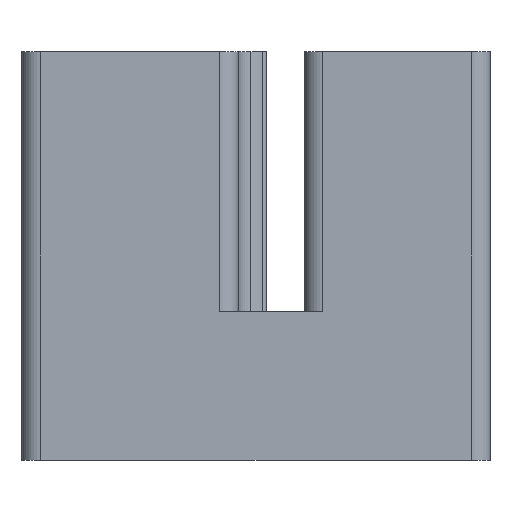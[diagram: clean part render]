
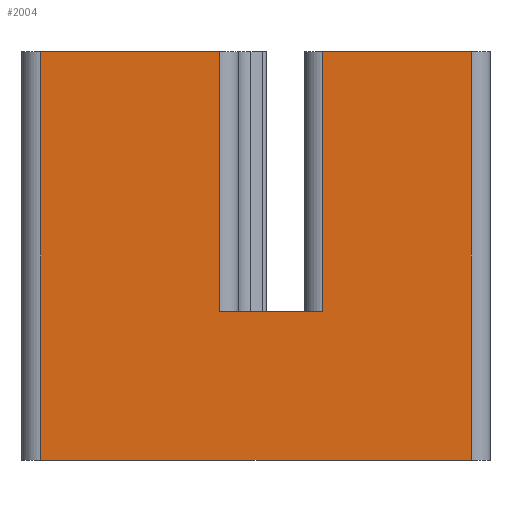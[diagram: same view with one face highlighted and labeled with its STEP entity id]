
A CAD part, front view. The second image highlights one B-rep face of the part: STEP entity #2004.
In plain terms, the highlighted planar face has unit normal (0, -1, 0).
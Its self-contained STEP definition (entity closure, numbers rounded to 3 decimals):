
#23=PLANE('',#2169);
#70=FACE_OUTER_BOUND('',#177,.T.);
#177=EDGE_LOOP('',(#1409,#1410,#1411,#1412,#1413,#1414,#1415,#1416));
#302=LINE('',#3152,#483);
#323=LINE('',#3208,#504);
#324=LINE('',#3211,#505);
#325=LINE('',#3213,#506);
#326=LINE('',#3215,#507);
#327=LINE('',#3217,#508);
#328=LINE('',#3219,#509);
#329=LINE('',#3220,#510);
#483=VECTOR('',#2466,10.);
#504=VECTOR('',#2519,10.);
#505=VECTOR('',#2522,10.);
#506=VECTOR('',#2523,10.);
#507=VECTOR('',#2524,10.);
#508=VECTOR('',#2525,10.);
#509=VECTOR('',#2526,10.);
#510=VECTOR('',#2527,10.);
#830=VERTEX_POINT('',#3149);
#831=VERTEX_POINT('',#3151);
#850=VERTEX_POINT('',#3206);
#851=VERTEX_POINT('',#3210);
#852=VERTEX_POINT('',#3212);
#853=VERTEX_POINT('',#3214);
#854=VERTEX_POINT('',#3216);
#855=VERTEX_POINT('',#3218);
#1044=EDGE_CURVE('',#830,#831,#302,.T.);
#1073=EDGE_CURVE('',#850,#830,#323,.T.);
#1074=EDGE_CURVE('',#850,#851,#324,.T.);
#1075=EDGE_CURVE('',#852,#851,#325,.T.);
#1076=EDGE_CURVE('',#853,#852,#326,.T.);
#1077=EDGE_CURVE('',#854,#853,#327,.T.);
#1078=EDGE_CURVE('',#855,#854,#328,.T.);
#1079=EDGE_CURVE('',#831,#855,#329,.T.);
#1409=ORIENTED_EDGE('',*,*,#1073,.F.);
#1410=ORIENTED_EDGE('',*,*,#1074,.T.);
#1411=ORIENTED_EDGE('',*,*,#1075,.F.);
#1412=ORIENTED_EDGE('',*,*,#1076,.F.);
#1413=ORIENTED_EDGE('',*,*,#1077,.F.);
#1414=ORIENTED_EDGE('',*,*,#1078,.F.);
#1415=ORIENTED_EDGE('',*,*,#1079,.F.);
#1416=ORIENTED_EDGE('',*,*,#1044,.F.);
#2004=ADVANCED_FACE('',(#70),#23,.T.);
#2169=AXIS2_PLACEMENT_3D('',#3209,#2520,#2521);
#2466=DIRECTION('',(1.,0.,0.));
#2519=DIRECTION('',(0.,0.,1.));
#2520=DIRECTION('center_axis',(0.,-1.,0.));
#2521=DIRECTION('ref_axis',(1.,0.,0.));
#2522=DIRECTION('',(-1.,0.,0.));
#2523=DIRECTION('',(0.,0.,-1.));
#2524=DIRECTION('',(1.,0.,0.));
#2525=DIRECTION('',(0.,0.,1.));
#2526=DIRECTION('',(-1.,0.,0.));
#2527=DIRECTION('',(0.,0.,-1.));
#3149=CARTESIAN_POINT('',(8.1,0.,9.5));
#3151=CARTESIAN_POINT('',(12.1,0.,9.5));
#3152=CARTESIAN_POINT('',(0.,0.,9.5));
#3206=CARTESIAN_POINT('',(8.1,0.,2.5));
#3208=CARTESIAN_POINT('',(8.1,0.,4.75));
#3209=CARTESIAN_POINT('Origin',(0.,0.,0.));
#3210=CARTESIAN_POINT('',(5.32,0.,2.5));
#3211=CARTESIAN_POINT('',(3.097,0.,2.5));
#3212=CARTESIAN_POINT('',(5.32,0.,9.5));
#3213=CARTESIAN_POINT('',(5.32,0.,4.75));
#3214=CARTESIAN_POINT('',(0.5,0.,9.5));
#3215=CARTESIAN_POINT('',(0.,0.,9.5));
#3216=CARTESIAN_POINT('',(0.5,0.,-1.5));
#3217=CARTESIAN_POINT('',(0.5,0.,0.));
#3218=CARTESIAN_POINT('',(12.1,0.,-1.5));
#3219=CARTESIAN_POINT('',(0.,0.,-1.5));
#3220=CARTESIAN_POINT('',(12.1,0.,0.));
